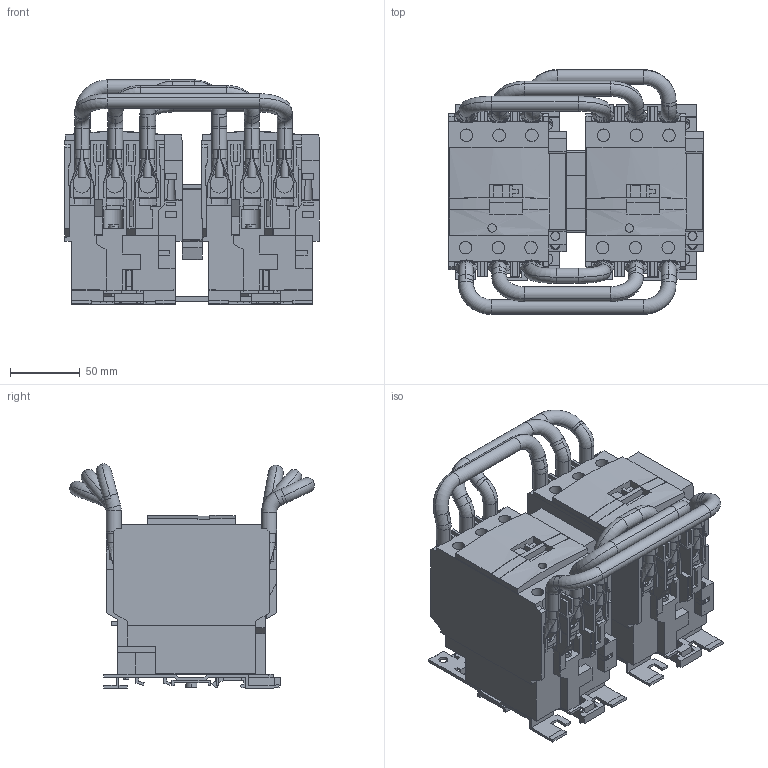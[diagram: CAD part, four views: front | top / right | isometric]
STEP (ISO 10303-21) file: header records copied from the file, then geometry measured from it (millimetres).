
FILE_DESCRIPTION((''),'2;1');
FILE_NAME('LC2D80G7-3D_ASM','2023-08-03T12:16:52',('SESA651364'),('Schneider-Electric'),'CREO PARAMETRIC BY PTC INC, 2021284','CREO PARAMETRIC BY PTC INC, 2021284','');
FILE_SCHEMA(('AP242_MANAGED_MODEL_BASED_3D_ENGINEERING_MIM_LF { 1 0 10303 442 1 1 4 }'));
Products named in the file (10): LC2D80B7; CLIP; WIRE; WIRE1; WIRE2; WIRE3; WIRE5; WIRE6; LC2D80B7_ASM; LC2D80G7-3D_ASM
Assembly tree (10 placements, depth 3):
  LC2D80G7-3D_ASM
    LC2D80B7_ASM
      LC2D80B7
      CLIP  x2
      WIRE
      WIRE1
      WIRE2
      WIRE3
      WIRE5
      WIRE6
Bounding box: 183 x 175.78 x 161.08 mm (x, y, z)
Volume: 1685552.4 mm3; surface area: 299299.8 mm2
Topology: 9 solids, 9 shells, 2476 faces, 7297 edges, 4788 vertices
Faces by surface type: plane 1942, cylinder 350, bspline 72, extrusion 64, torus 48
Entity records: 101932 total; most frequent: CARTESIAN_POINT 19830, ORIENTED_EDGE 14294, DIRECTION 12406, EDGE_CURVE 7147, VECTOR 5736, LINE 5672, VERTEX_POINT 4690, AXIS2_PLACEMENT_3D 3335
